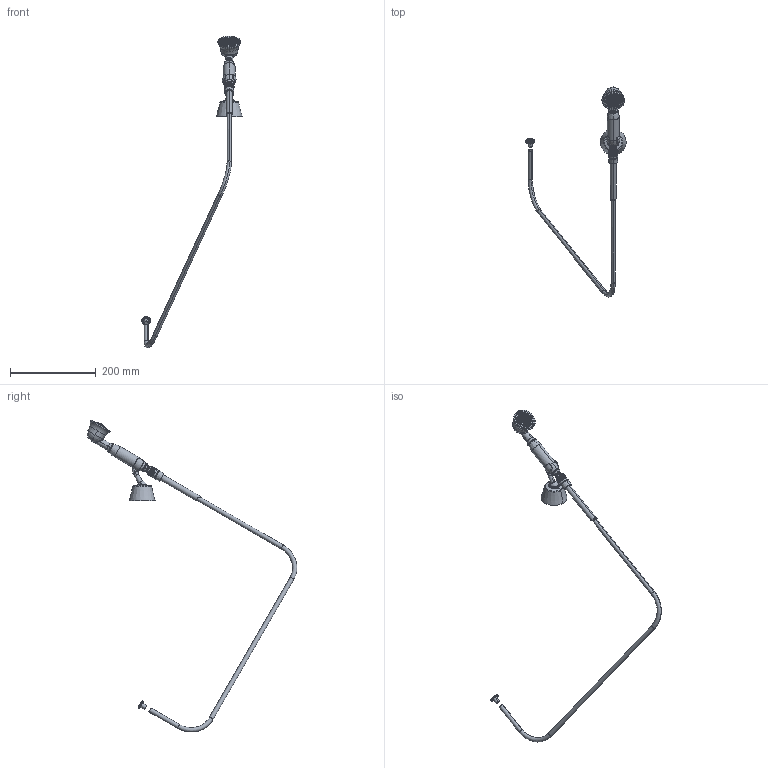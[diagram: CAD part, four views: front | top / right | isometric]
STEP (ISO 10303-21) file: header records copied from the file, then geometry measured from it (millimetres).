
FILE_DESCRIPTION((''),'2;1');
FILE_NAME('281B_ASM','2010-12-07T',('project'),(''),'PRO/ENGINEER BY PARAMETRIC TECHNOLOGY CORPORATION, 2009300','PRO/ENGINEER BY PARAMETRIC TECHNOLOGY CORPORATION, 2009300','');
FILE_SCHEMA(('CONFIG_CONTROL_DESIGN'));
Length unit declared in the file: inch
Products named in the file (23): 50296; 50300; 50299; 50298; 50301; 50297; 287_ASM; 50280; 50628; 50281; 50283; 50282; 92068; 281_ASM; 50287-1_AF0; 91176_AF0; 50900_AF0; 50900; 91153_AF0; 91153; 91021; 284_RH_ASM; 281B_ASM
Assembly tree (22 placements, depth 3):
  281B_ASM
    287_ASM
      50296
      50300
      50299
      50298
      50301
      50297
    281_ASM
      50280
      50628
      50281
      50283
      50282
      92068
    284_RH_ASM
      50287-1_AF0
      91176_AF0
      50900_AF0
      50900
      91153_AF0
      91153
      91021
Bounding box: 233.66 x 488.94 x 727.19 mm (x, y, z)
Volume: 82208.7 mm3; surface area: 170923.4 mm2
Topology: 18 solids, 34 shells, 1234 faces, 3227 edges, 2055 vertices
Faces by surface type: cylinder 565, bspline 229, plane 180, torus 124, cone 106, sphere 30
Entity records: 90927 total; most frequent: CARTESIAN_POINT 62412, ORIENTED_EDGE 6285, DIRECTION 4935, EDGE_CURVE 3221, VERTEX_POINT 2055, AXIS2_PLACEMENT_3D 1973, EDGE_LOOP 1448, B_SPLINE_CURVE_WITH_KNOTS 1352
